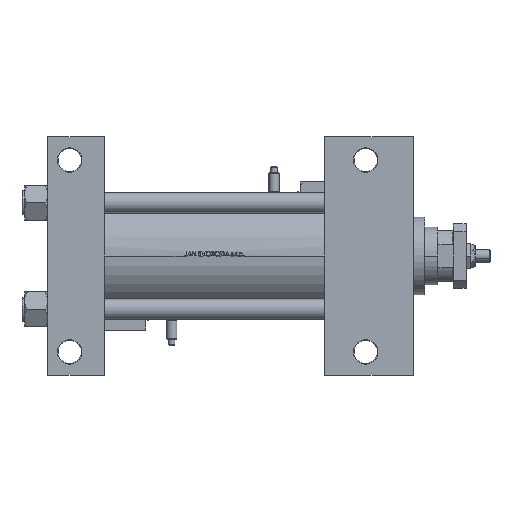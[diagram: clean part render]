
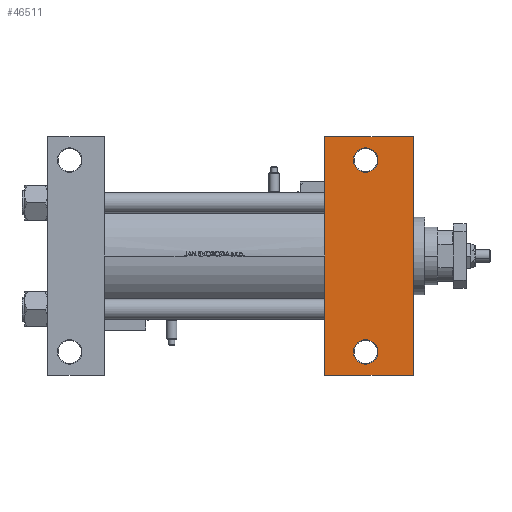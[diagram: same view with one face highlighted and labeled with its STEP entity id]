
A CAD part, front view. The second image highlights one B-rep face of the part: STEP entity #46511.
In plain terms, the highlighted face is planar.
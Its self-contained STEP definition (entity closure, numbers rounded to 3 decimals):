
#268 = VERTEX_POINT ( 'NONE', #40195 ) ;
#345 = ORIENTED_EDGE ( 'NONE', *, *, #56424, .T. ) ;
#471 = DIRECTION ( 'NONE',  ( 0., 0., 1. ) ) ;
#2736 = CARTESIAN_POINT ( 'NONE',  ( 256.5, -74.5, -57.5 ) ) ;
#2979 = ORIENTED_EDGE ( 'NONE', *, *, #46526, .T. ) ;
#4965 = LINE ( 'NONE', #31590, #43325 ) ;
#5945 = CARTESIAN_POINT ( 'NONE',  ( 215., 92.5, -57.5 ) ) ;
#7800 = CARTESIAN_POINT ( 'NONE',  ( 215., -92.5, -57.5 ) ) ;
#8043 = CARTESIAN_POINT ( 'NONE',  ( 247., 74.5, -57.5 ) ) ;
#8044 = CARTESIAN_POINT ( 'NONE',  ( 215., -92.5, -57.5 ) ) ;
#9754 = ORIENTED_EDGE ( 'NONE', *, *, #33601, .T. ) ;
#10212 = DIRECTION ( 'NONE',  ( 0., 1., 0. ) ) ;
#10398 = EDGE_CURVE ( 'NONE', #26734, #34259, #34285, .T. ) ;
#11359 = DIRECTION ( 'NONE',  ( 0., 0., 1. ) ) ;
#11694 = VECTOR ( 'NONE', #14980, 1000. ) ;
#14980 = DIRECTION ( 'NONE',  ( 0., -1., 0. ) ) ;
#15365 = LINE ( 'NONE', #5945, #21626 ) ;
#17579 = CIRCLE ( 'NONE', #20310, 9.5 ) ;
#18859 = AXIS2_PLACEMENT_3D ( 'NONE', #35136, #471, #30536 ) ;
#19642 = EDGE_CURVE ( 'NONE', #47115, #268, #51077, .T. ) ;
#20310 = AXIS2_PLACEMENT_3D ( 'NONE', #25344, #51698, #55456 ) ;
#21127 = CARTESIAN_POINT ( 'NONE',  ( 237.5, 74.5, -57.5 ) ) ;
#21626 = VECTOR ( 'NONE', #29672, 1000. ) ;
#22576 = CARTESIAN_POINT ( 'NONE',  ( 256.5, 74.5, -57.5 ) ) ;
#22781 = VERTEX_POINT ( 'NONE', #2736 ) ;
#22989 = ORIENTED_EDGE ( 'NONE', *, *, #37528, .T. ) ;
#25344 = CARTESIAN_POINT ( 'NONE',  ( 247., 74.5, -57.5 ) ) ;
#25385 = DIRECTION ( 'NONE',  ( 0., 1., 0. ) ) ;
#26331 = EDGE_LOOP ( 'NONE', ( #9754, #37970 ) ) ;
#26734 = VERTEX_POINT ( 'NONE', #22576 ) ;
#27014 = ORIENTED_EDGE ( 'NONE', *, *, #19642, .T. ) ;
#27924 = EDGE_CURVE ( 'NONE', #22781, #53679, #43596, .T. ) ;
#28426 = VECTOR ( 'NONE', #39869, 1000. ) ;
#29448 = CIRCLE ( 'NONE', #31331, 9.5 ) ;
#29672 = DIRECTION ( 'NONE',  ( 1., 0., 0. ) ) ;
#29832 = LINE ( 'NONE', #8044, #28426 ) ;
#29969 = CARTESIAN_POINT ( 'NONE',  ( 247., -74.5, -57.5 ) ) ;
#30536 = DIRECTION ( 'NONE',  ( 0., 1., 0. ) ) ;
#31331 = AXIS2_PLACEMENT_3D ( 'NONE', #29969, #11359, #25385 ) ;
#31411 = CARTESIAN_POINT ( 'NONE',  ( 237.5, -74.5, -57.5 ) ) ;
#31590 = CARTESIAN_POINT ( 'NONE',  ( 215., 57.5, -57.5 ) ) ;
#32007 = PLANE ( 'NONE',  #42666 ) ;
#33601 = EDGE_CURVE ( 'NONE', #34259, #26734, #17579, .T. ) ;
#34259 = VERTEX_POINT ( 'NONE', #21127 ) ;
#34285 = CIRCLE ( 'NONE', #47127, 9.5 ) ;
#34419 = DIRECTION ( 'NONE',  ( 0., 1., 0. ) ) ;
#35136 = CARTESIAN_POINT ( 'NONE',  ( 247., -74.5, -57.5 ) ) ;
#35909 = EDGE_LOOP ( 'NONE', ( #22989, #35972 ) ) ;
#35972 = ORIENTED_EDGE ( 'NONE', *, *, #27924, .T. ) ;
#37528 = EDGE_CURVE ( 'NONE', #53679, #22781, #29448, .T. ) ;
#37970 = ORIENTED_EDGE ( 'NONE', *, *, #10398, .T. ) ;
#39085 = VERTEX_POINT ( 'NONE', #43395 ) ;
#39869 = DIRECTION ( 'NONE',  ( -1., 0., 0. ) ) ;
#40155 = EDGE_CURVE ( 'NONE', #39085, #54099, #4965, .T. ) ;
#40195 = CARTESIAN_POINT ( 'NONE',  ( 284., -92.5, -57.5 ) ) ;
#40216 = CARTESIAN_POINT ( 'NONE',  ( 284., 92.5, -57.5 ) ) ;
#40489 = DIRECTION ( 'NONE',  ( 0., -1., 0. ) ) ;
#41108 = ORIENTED_EDGE ( 'NONE', *, *, #40155, .F. ) ;
#42666 = AXIS2_PLACEMENT_3D ( 'NONE', #45750, #49479, #10212 ) ;
#43325 = VECTOR ( 'NONE', #40489, 1000. ) ;
#43395 = CARTESIAN_POINT ( 'NONE',  ( 215., 92.5, -57.5 ) ) ;
#43596 = CIRCLE ( 'NONE', #18859, 9.5 ) ;
#45473 = FACE_BOUND ( 'NONE', #35909, .T. ) ;
#45750 = CARTESIAN_POINT ( 'NONE',  ( 284., 57.5, -57.5 ) ) ;
#46511 = ADVANCED_FACE ( 'NONE', ( #54640, #45473, #53800 ), #32007, .T. ) ;
#46526 = EDGE_CURVE ( 'NONE', #39085, #47115, #15365, .T. ) ;
#46689 = EDGE_LOOP ( 'NONE', ( #41108, #2979, #27014, #345 ) ) ;
#46737 = DIRECTION ( 'NONE',  ( 0., 0., 1. ) ) ;
#47115 = VERTEX_POINT ( 'NONE', #40216 ) ;
#47127 = AXIS2_PLACEMENT_3D ( 'NONE', #8043, #46737, #34419 ) ;
#49479 = DIRECTION ( 'NONE',  ( 0., 0., -1. ) ) ;
#51077 = LINE ( 'NONE', #55101, #11694 ) ;
#51698 = DIRECTION ( 'NONE',  ( 0., 0., 1. ) ) ;
#53679 = VERTEX_POINT ( 'NONE', #31411 ) ;
#53800 = FACE_OUTER_BOUND ( 'NONE', #46689, .T. ) ;
#54099 = VERTEX_POINT ( 'NONE', #7800 ) ;
#54640 = FACE_BOUND ( 'NONE', #26331, .T. ) ;
#55101 = CARTESIAN_POINT ( 'NONE',  ( 284., 57.5, -57.5 ) ) ;
#55456 = DIRECTION ( 'NONE',  ( 0., 1., 0. ) ) ;
#56424 = EDGE_CURVE ( 'NONE', #268, #54099, #29832, .T. ) ;
